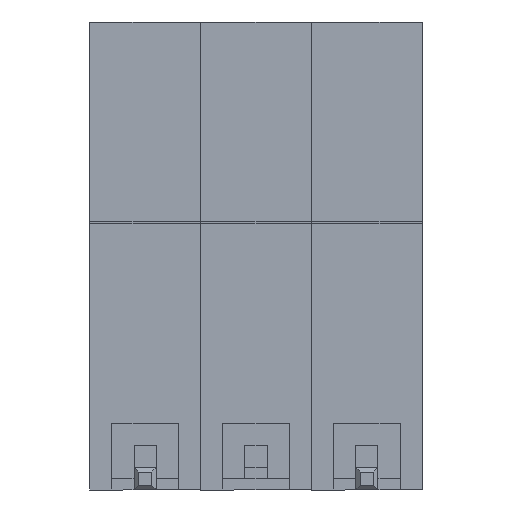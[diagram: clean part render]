
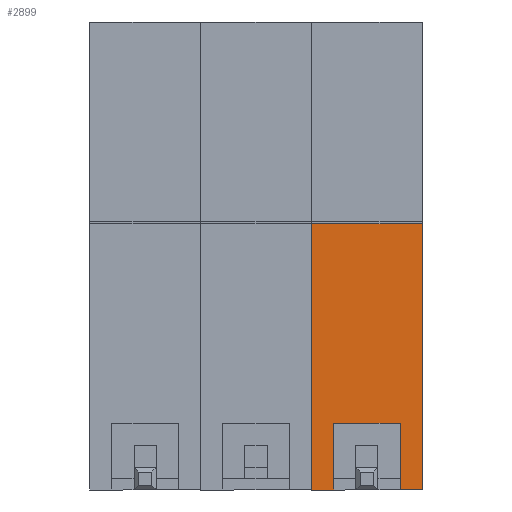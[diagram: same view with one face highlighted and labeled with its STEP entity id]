
A CAD part, left-side view. The second image highlights one B-rep face of the part: STEP entity #2899.
In plain terms, the highlighted planar face has unit normal (-1, 0, 0).
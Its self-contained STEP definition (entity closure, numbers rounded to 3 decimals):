
#1856 = VERTEX_POINT('',#1857);
#1857 = CARTESIAN_POINT('',(-4.,2.5,0.));
#1866 = PLANE('',#1867);
#1867 = AXIS2_PLACEMENT_3D('',#1868,#1869,#1870);
#1868 = CARTESIAN_POINT('',(-4.,2.5,0.));
#1869 = DIRECTION('',(0.,0.,1.));
#1870 = DIRECTION('',(1.,0.,0.));
#1878 = PLANE('',#1879);
#1879 = AXIS2_PLACEMENT_3D('',#1880,#1881,#1882);
#1880 = CARTESIAN_POINT('',(-4.,2.5,0.));
#1881 = DIRECTION('',(0.,1.,0.));
#1882 = DIRECTION('',(0.,0.,1.));
#1890 = EDGE_CURVE('',#1856,#1891,#1893,.T.);
#1891 = VERTEX_POINT('',#1892);
#1892 = CARTESIAN_POINT('',(-4.,1.5,0.));
#1893 = SURFACE_CURVE('',#1894,(#1898,#1905),.PCURVE_S1.);
#1894 = LINE('',#1895,#1896);
#1895 = CARTESIAN_POINT('',(-4.,2.5,0.));
#1896 = VECTOR('',#1897,1.);
#1897 = DIRECTION('',(0.,-1.,0.));
#1898 = PCURVE('',#1866,#1899);
#1899 = DEFINITIONAL_REPRESENTATION('',(#1900),#1904);
#1900 = LINE('',#1901,#1902);
#1901 = CARTESIAN_POINT('',(0.,0.));
#1902 = VECTOR('',#1903,1.);
#1903 = DIRECTION('',(0.,-1.));
#1904 = ( GEOMETRIC_REPRESENTATION_CONTEXT(2) 
PARAMETRIC_REPRESENTATION_CONTEXT() REPRESENTATION_CONTEXT('2D SPACE',''
  ) );
#1905 = PCURVE('',#1906,#1911);
#1906 = PLANE('',#1907);
#1907 = AXIS2_PLACEMENT_3D('',#1908,#1909,#1910);
#1908 = CARTESIAN_POINT('',(-4.,2.5,12.));
#1909 = DIRECTION('',(1.,0.,0.));
#1910 = DIRECTION('',(0.,0.,-1.));
#1911 = DEFINITIONAL_REPRESENTATION('',(#1912),#1916);
#1912 = LINE('',#1913,#1914);
#1913 = CARTESIAN_POINT('',(12.,0.));
#1914 = VECTOR('',#1915,1.);
#1915 = DIRECTION('',(0.,-1.));
#1916 = ( GEOMETRIC_REPRESENTATION_CONTEXT(2) 
PARAMETRIC_REPRESENTATION_CONTEXT() REPRESENTATION_CONTEXT('2D SPACE',''
  ) );
#1934 = PLANE('',#1935);
#1935 = AXIS2_PLACEMENT_3D('',#1936,#1937,#1938);
#1936 = CARTESIAN_POINT('',(-4.,1.5,0.));
#1937 = DIRECTION('',(0.,-1.,0.));
#1938 = DIRECTION('',(0.,0.,1.));
#2031 = VERTEX_POINT('',#2032);
#2032 = CARTESIAN_POINT('',(-4.,-1.5,0.));
#2046 = PLANE('',#2047);
#2047 = AXIS2_PLACEMENT_3D('',#2048,#2049,#2050);
#2048 = CARTESIAN_POINT('',(-4.,-1.5,3.));
#2049 = DIRECTION('',(0.,1.,0.));
#2050 = DIRECTION('',(0.,0.,-1.));
#2058 = EDGE_CURVE('',#2031,#2059,#2061,.T.);
#2059 = VERTEX_POINT('',#2060);
#2060 = CARTESIAN_POINT('',(-4.,-2.5,0.));
#2061 = SURFACE_CURVE('',#2062,(#2066,#2073),.PCURVE_S1.);
#2062 = LINE('',#2063,#2064);
#2063 = CARTESIAN_POINT('',(-4.,2.5,0.));
#2064 = VECTOR('',#2065,1.);
#2065 = DIRECTION('',(0.,-1.,0.));
#2066 = PCURVE('',#1866,#2067);
#2067 = DEFINITIONAL_REPRESENTATION('',(#2068),#2072);
#2068 = LINE('',#2069,#2070);
#2069 = CARTESIAN_POINT('',(0.,0.));
#2070 = VECTOR('',#2071,1.);
#2071 = DIRECTION('',(0.,-1.));
#2072 = ( GEOMETRIC_REPRESENTATION_CONTEXT(2) 
PARAMETRIC_REPRESENTATION_CONTEXT() REPRESENTATION_CONTEXT('2D SPACE',''
  ) );
#2073 = PCURVE('',#1906,#2074);
#2074 = DEFINITIONAL_REPRESENTATION('',(#2075),#2079);
#2075 = LINE('',#2076,#2077);
#2076 = CARTESIAN_POINT('',(12.,0.));
#2077 = VECTOR('',#2078,1.);
#2078 = DIRECTION('',(0.,-1.));
#2079 = ( GEOMETRIC_REPRESENTATION_CONTEXT(2) 
PARAMETRIC_REPRESENTATION_CONTEXT() REPRESENTATION_CONTEXT('2D SPACE',''
  ) );
#2097 = PLANE('',#2098);
#2098 = AXIS2_PLACEMENT_3D('',#2099,#2100,#2101);
#2099 = CARTESIAN_POINT('',(-4.,-2.5,0.));
#2100 = DIRECTION('',(0.,1.,0.));
#2101 = DIRECTION('',(0.,0.,1.));
#2139 = EDGE_CURVE('',#2140,#1856,#2142,.T.);
#2140 = VERTEX_POINT('',#2141);
#2141 = CARTESIAN_POINT('',(-4.,2.5,12.));
#2142 = SURFACE_CURVE('',#2143,(#2147,#2154),.PCURVE_S1.);
#2143 = LINE('',#2144,#2145);
#2144 = CARTESIAN_POINT('',(-4.,2.5,12.));
#2145 = VECTOR('',#2146,1.);
#2146 = DIRECTION('',(0.,0.,-1.));
#2147 = PCURVE('',#1878,#2148);
#2148 = DEFINITIONAL_REPRESENTATION('',(#2149),#2153);
#2149 = LINE('',#2150,#2151);
#2150 = CARTESIAN_POINT('',(12.,0.));
#2151 = VECTOR('',#2152,1.);
#2152 = DIRECTION('',(-1.,0.));
#2153 = ( GEOMETRIC_REPRESENTATION_CONTEXT(2) 
PARAMETRIC_REPRESENTATION_CONTEXT() REPRESENTATION_CONTEXT('2D SPACE',''
  ) );
#2154 = PCURVE('',#1906,#2155);
#2155 = DEFINITIONAL_REPRESENTATION('',(#2156),#2160);
#2156 = LINE('',#2157,#2158);
#2157 = CARTESIAN_POINT('',(0.,0.));
#2158 = VECTOR('',#2159,1.);
#2159 = DIRECTION('',(1.,0.));
#2160 = ( GEOMETRIC_REPRESENTATION_CONTEXT(2) 
PARAMETRIC_REPRESENTATION_CONTEXT() REPRESENTATION_CONTEXT('2D SPACE',''
  ) );
#2178 = PLANE('',#2179);
#2179 = AXIS2_PLACEMENT_3D('',#2180,#2181,#2182);
#2180 = CARTESIAN_POINT('',(-3.,2.5,12.));
#2181 = DIRECTION('',(0.,0.,-1.));
#2182 = DIRECTION('',(-1.,0.,0.));
#2572 = EDGE_CURVE('',#2573,#2059,#2575,.T.);
#2573 = VERTEX_POINT('',#2574);
#2574 = CARTESIAN_POINT('',(-4.,-2.5,12.));
#2575 = SURFACE_CURVE('',#2576,(#2580,#2587),.PCURVE_S1.);
#2576 = LINE('',#2577,#2578);
#2577 = CARTESIAN_POINT('',(-4.,-2.5,12.));
#2578 = VECTOR('',#2579,1.);
#2579 = DIRECTION('',(0.,0.,-1.));
#2580 = PCURVE('',#2097,#2581);
#2581 = DEFINITIONAL_REPRESENTATION('',(#2582),#2586);
#2582 = LINE('',#2583,#2584);
#2583 = CARTESIAN_POINT('',(12.,0.));
#2584 = VECTOR('',#2585,1.);
#2585 = DIRECTION('',(-1.,0.));
#2586 = ( GEOMETRIC_REPRESENTATION_CONTEXT(2) 
PARAMETRIC_REPRESENTATION_CONTEXT() REPRESENTATION_CONTEXT('2D SPACE',''
  ) );
#2587 = PCURVE('',#1906,#2588);
#2588 = DEFINITIONAL_REPRESENTATION('',(#2589),#2593);
#2589 = LINE('',#2590,#2591);
#2590 = CARTESIAN_POINT('',(0.,-5.));
#2591 = VECTOR('',#2592,1.);
#2592 = DIRECTION('',(1.,0.));
#2593 = ( GEOMETRIC_REPRESENTATION_CONTEXT(2) 
PARAMETRIC_REPRESENTATION_CONTEXT() REPRESENTATION_CONTEXT('2D SPACE',''
  ) );
#2899 = ADVANCED_FACE('',(#2900),#1906,.F.);
#2900 = FACE_BOUND('',#2901,.F.);
#2901 = EDGE_LOOP('',(#2902,#2903,#2924,#2925,#2926,#2949,#2977,#2998));
#2902 = ORIENTED_EDGE('',*,*,#2139,.F.);
#2903 = ORIENTED_EDGE('',*,*,#2904,.T.);
#2904 = EDGE_CURVE('',#2140,#2573,#2905,.T.);
#2905 = SURFACE_CURVE('',#2906,(#2910,#2917),.PCURVE_S1.);
#2906 = LINE('',#2907,#2908);
#2907 = CARTESIAN_POINT('',(-4.,2.5,12.));
#2908 = VECTOR('',#2909,1.);
#2909 = DIRECTION('',(0.,-1.,0.));
#2910 = PCURVE('',#1906,#2911);
#2911 = DEFINITIONAL_REPRESENTATION('',(#2912),#2916);
#2912 = LINE('',#2913,#2914);
#2913 = CARTESIAN_POINT('',(0.,0.));
#2914 = VECTOR('',#2915,1.);
#2915 = DIRECTION('',(0.,-1.));
#2916 = ( GEOMETRIC_REPRESENTATION_CONTEXT(2) 
PARAMETRIC_REPRESENTATION_CONTEXT() REPRESENTATION_CONTEXT('2D SPACE',''
  ) );
#2917 = PCURVE('',#2178,#2918);
#2918 = DEFINITIONAL_REPRESENTATION('',(#2919),#2923);
#2919 = LINE('',#2920,#2921);
#2920 = CARTESIAN_POINT('',(1.,0.));
#2921 = VECTOR('',#2922,1.);
#2922 = DIRECTION('',(0.,-1.));
#2923 = ( GEOMETRIC_REPRESENTATION_CONTEXT(2) 
PARAMETRIC_REPRESENTATION_CONTEXT() REPRESENTATION_CONTEXT('2D SPACE',''
  ) );
#2924 = ORIENTED_EDGE('',*,*,#2572,.T.);
#2925 = ORIENTED_EDGE('',*,*,#2058,.F.);
#2926 = ORIENTED_EDGE('',*,*,#2927,.F.);
#2927 = EDGE_CURVE('',#2928,#2031,#2930,.T.);
#2928 = VERTEX_POINT('',#2929);
#2929 = CARTESIAN_POINT('',(-4.,-1.5,3.));
#2930 = SURFACE_CURVE('',#2931,(#2935,#2942),.PCURVE_S1.);
#2931 = LINE('',#2932,#2933);
#2932 = CARTESIAN_POINT('',(-4.,-1.5,3.));
#2933 = VECTOR('',#2934,1.);
#2934 = DIRECTION('',(0.,0.,-1.));
#2935 = PCURVE('',#1906,#2936);
#2936 = DEFINITIONAL_REPRESENTATION('',(#2937),#2941);
#2937 = LINE('',#2938,#2939);
#2938 = CARTESIAN_POINT('',(9.,-4.));
#2939 = VECTOR('',#2940,1.);
#2940 = DIRECTION('',(1.,0.));
#2941 = ( GEOMETRIC_REPRESENTATION_CONTEXT(2) 
PARAMETRIC_REPRESENTATION_CONTEXT() REPRESENTATION_CONTEXT('2D SPACE',''
  ) );
#2942 = PCURVE('',#2046,#2943);
#2943 = DEFINITIONAL_REPRESENTATION('',(#2944),#2948);
#2944 = LINE('',#2945,#2946);
#2945 = CARTESIAN_POINT('',(0.,0.));
#2946 = VECTOR('',#2947,1.);
#2947 = DIRECTION('',(1.,0.));
#2948 = ( GEOMETRIC_REPRESENTATION_CONTEXT(2) 
PARAMETRIC_REPRESENTATION_CONTEXT() REPRESENTATION_CONTEXT('2D SPACE',''
  ) );
#2949 = ORIENTED_EDGE('',*,*,#2950,.F.);
#2950 = EDGE_CURVE('',#2951,#2928,#2953,.T.);
#2951 = VERTEX_POINT('',#2952);
#2952 = CARTESIAN_POINT('',(-4.,1.5,3.));
#2953 = SURFACE_CURVE('',#2954,(#2958,#2965),.PCURVE_S1.);
#2954 = LINE('',#2955,#2956);
#2955 = CARTESIAN_POINT('',(-4.,1.5,3.));
#2956 = VECTOR('',#2957,1.);
#2957 = DIRECTION('',(0.,-1.,0.));
#2958 = PCURVE('',#1906,#2959);
#2959 = DEFINITIONAL_REPRESENTATION('',(#2960),#2964);
#2960 = LINE('',#2961,#2962);
#2961 = CARTESIAN_POINT('',(9.,-1.));
#2962 = VECTOR('',#2963,1.);
#2963 = DIRECTION('',(0.,-1.));
#2964 = ( GEOMETRIC_REPRESENTATION_CONTEXT(2) 
PARAMETRIC_REPRESENTATION_CONTEXT() REPRESENTATION_CONTEXT('2D SPACE',''
  ) );
#2965 = PCURVE('',#2966,#2971);
#2966 = PLANE('',#2967);
#2967 = AXIS2_PLACEMENT_3D('',#2968,#2969,#2970);
#2968 = CARTESIAN_POINT('',(-4.,1.5,3.));
#2969 = DIRECTION('',(0.,0.,-1.));
#2970 = DIRECTION('',(0.,-1.,0.));
#2971 = DEFINITIONAL_REPRESENTATION('',(#2972),#2976);
#2972 = LINE('',#2973,#2974);
#2973 = CARTESIAN_POINT('',(0.,0.));
#2974 = VECTOR('',#2975,1.);
#2975 = DIRECTION('',(1.,0.));
#2976 = ( GEOMETRIC_REPRESENTATION_CONTEXT(2) 
PARAMETRIC_REPRESENTATION_CONTEXT() REPRESENTATION_CONTEXT('2D SPACE',''
  ) );
#2977 = ORIENTED_EDGE('',*,*,#2978,.F.);
#2978 = EDGE_CURVE('',#1891,#2951,#2979,.T.);
#2979 = SURFACE_CURVE('',#2980,(#2984,#2991),.PCURVE_S1.);
#2980 = LINE('',#2981,#2982);
#2981 = CARTESIAN_POINT('',(-4.,1.5,0.));
#2982 = VECTOR('',#2983,1.);
#2983 = DIRECTION('',(0.,0.,1.));
#2984 = PCURVE('',#1906,#2985);
#2985 = DEFINITIONAL_REPRESENTATION('',(#2986),#2990);
#2986 = LINE('',#2987,#2988);
#2987 = CARTESIAN_POINT('',(12.,-1.));
#2988 = VECTOR('',#2989,1.);
#2989 = DIRECTION('',(-1.,0.));
#2990 = ( GEOMETRIC_REPRESENTATION_CONTEXT(2) 
PARAMETRIC_REPRESENTATION_CONTEXT() REPRESENTATION_CONTEXT('2D SPACE',''
  ) );
#2991 = PCURVE('',#1934,#2992);
#2992 = DEFINITIONAL_REPRESENTATION('',(#2993),#2997);
#2993 = LINE('',#2994,#2995);
#2994 = CARTESIAN_POINT('',(0.,0.));
#2995 = VECTOR('',#2996,1.);
#2996 = DIRECTION('',(1.,0.));
#2997 = ( GEOMETRIC_REPRESENTATION_CONTEXT(2) 
PARAMETRIC_REPRESENTATION_CONTEXT() REPRESENTATION_CONTEXT('2D SPACE',''
  ) );
#2998 = ORIENTED_EDGE('',*,*,#1890,.F.);
